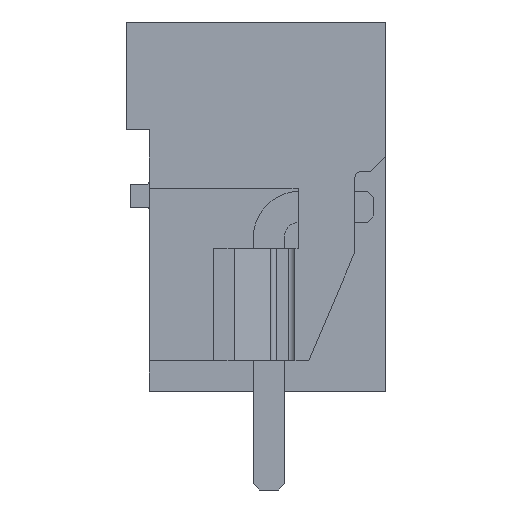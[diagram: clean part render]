
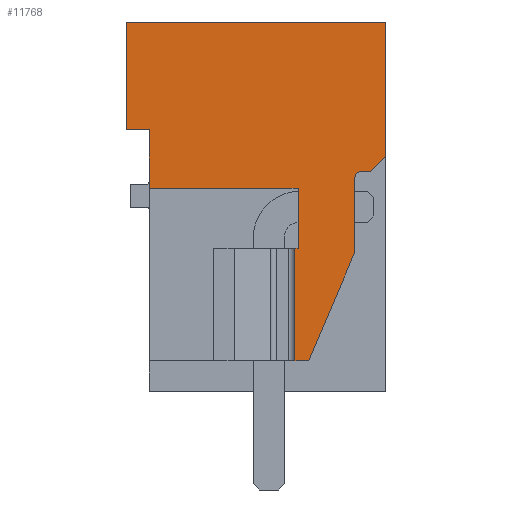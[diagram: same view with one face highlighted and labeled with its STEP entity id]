
A CAD part, left-side view. The second image highlights one B-rep face of the part: STEP entity #11768.
In plain terms, the highlighted planar face has unit normal (-1, 0, 0).
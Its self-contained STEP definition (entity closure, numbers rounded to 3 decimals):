
#11681=AXIS2_PLACEMENT_3D('Plane Axis2P3D',#11678,#11679,#11680) ;
#11734=AXIS2_PLACEMENT_3D('Circle Axis2P3D',#11732,#11733,$) ;
#63=CARTESIAN_POINT('Vertex',(0.,0.,15.2)) ;
#66=CARTESIAN_POINT('Line Origine',(0.,0.,13.023)) ;
#70=CARTESIAN_POINT('Vertex',(0.,0.,10.846)) ;
#147=CARTESIAN_POINT('Vertex',(0.,8.43,15.2)) ;
#150=CARTESIAN_POINT('Line Origine',(0.,4.215,15.2)) ;
#2015=CARTESIAN_POINT('Vertex',(0.,8.43,11.7)) ;
#2018=CARTESIAN_POINT('Line Origine',(0.,8.43,13.45)) ;
#2801=CARTESIAN_POINT('Vertex',(0.,7.68,9.8)) ;
#2804=CARTESIAN_POINT('Line Origine',(0.,7.68,10.75)) ;
#2808=CARTESIAN_POINT('Vertex',(0.,7.68,11.7)) ;
#11626=CARTESIAN_POINT('Line Origine',(0.,8.055,11.7)) ;
#11678=CARTESIAN_POINT('Axis2P3D Location',(0.,0.,0.)) ;
#11683=CARTESIAN_POINT('Line Origine',(0.,5.265,9.8)) ;
#11687=CARTESIAN_POINT('Vertex',(0.,2.85,9.8)) ;
#11690=CARTESIAN_POINT('Line Origine',(0.,2.85,8.825)) ;
#11694=CARTESIAN_POINT('Vertex',(0.,2.85,7.85)) ;
#11697=CARTESIAN_POINT('Line Origine',(0.,2.9,7.85)) ;
#11701=CARTESIAN_POINT('Vertex',(0.,2.95,7.85)) ;
#11704=CARTESIAN_POINT('Line Origine',(0.,2.95,6.025)) ;
#11708=CARTESIAN_POINT('Vertex',(0.,2.95,4.2)) ;
#11711=CARTESIAN_POINT('Line Origine',(0.,2.725,4.2)) ;
#11715=CARTESIAN_POINT('Vertex',(0.,2.5,4.2)) ;
#11718=CARTESIAN_POINT('Line Origine',(0.,1.75,5.968)) ;
#11722=CARTESIAN_POINT('Vertex',(0.,1.,7.736)) ;
#11725=CARTESIAN_POINT('Line Origine',(0.,1.,8.941)) ;
#11729=CARTESIAN_POINT('Vertex',(0.,1.,10.146)) ;
#11732=CARTESIAN_POINT('Axis2P3D Location',(0.,0.8,10.146)) ;
#11736=CARTESIAN_POINT('Vertex',(0.,0.8,10.346)) ;
#11739=CARTESIAN_POINT('Line Origine',(0.,0.65,10.346)) ;
#11743=CARTESIAN_POINT('Vertex',(0.,0.5,10.346)) ;
#11746=CARTESIAN_POINT('Line Origine',(0.,0.25,10.596)) ;
#67=DIRECTION('Vector Direction',(0.,0.,-1.)) ;
#151=DIRECTION('Vector Direction',(0.,-1.,0.)) ;
#2019=DIRECTION('Vector Direction',(0.,0.,-1.)) ;
#2805=DIRECTION('Vector Direction',(0.,0.,-1.)) ;
#11627=DIRECTION('Vector Direction',(0.,-1.,0.)) ;
#11679=DIRECTION('Axis2P3D Direction',(-1.,0.,0.)) ;
#11680=DIRECTION('Axis2P3D XDirection',(0.,0.,1.)) ;
#11684=DIRECTION('Vector Direction',(0.,1.,0.)) ;
#11691=DIRECTION('Vector Direction',(0.,0.,-1.)) ;
#11698=DIRECTION('Vector Direction',(0.,-1.,0.)) ;
#11705=DIRECTION('Vector Direction',(0.,0.,1.)) ;
#11712=DIRECTION('Vector Direction',(0.,-1.,0.)) ;
#11719=DIRECTION('Vector Direction',(0.,-0.391,0.921)) ;
#11726=DIRECTION('Vector Direction',(0.,0.,1.)) ;
#11733=DIRECTION('Axis2P3D Direction',(-1.,0.,0.)) ;
#11740=DIRECTION('Vector Direction',(0.,-1.,0.)) ;
#11747=DIRECTION('Vector Direction',(0.,-0.707,0.707)) ;
#68=VECTOR('Line Direction',#67,1.) ;
#152=VECTOR('Line Direction',#151,1.) ;
#2020=VECTOR('Line Direction',#2019,1.) ;
#2806=VECTOR('Line Direction',#2805,1.) ;
#11628=VECTOR('Line Direction',#11627,1.) ;
#11685=VECTOR('Line Direction',#11684,1.) ;
#11692=VECTOR('Line Direction',#11691,1.) ;
#11699=VECTOR('Line Direction',#11698,1.) ;
#11706=VECTOR('Line Direction',#11705,1.) ;
#11713=VECTOR('Line Direction',#11712,1.) ;
#11720=VECTOR('Line Direction',#11719,1.) ;
#11727=VECTOR('Line Direction',#11726,1.) ;
#11741=VECTOR('Line Direction',#11740,1.) ;
#11748=VECTOR('Line Direction',#11747,1.) ;
#11752=ORIENTED_EDGE('',*,*,#72,.T.) ;
#11753=ORIENTED_EDGE('',*,*,#154,.T.) ;
#11754=ORIENTED_EDGE('',*,*,#2022,.T.) ;
#11755=ORIENTED_EDGE('',*,*,#11630,.T.) ;
#11756=ORIENTED_EDGE('',*,*,#2810,.T.) ;
#11757=ORIENTED_EDGE('',*,*,#11689,.F.) ;
#11758=ORIENTED_EDGE('',*,*,#11696,.F.) ;
#11759=ORIENTED_EDGE('',*,*,#11703,.F.) ;
#11760=ORIENTED_EDGE('',*,*,#11710,.F.) ;
#11761=ORIENTED_EDGE('',*,*,#11717,.F.) ;
#11762=ORIENTED_EDGE('',*,*,#11724,.F.) ;
#11763=ORIENTED_EDGE('',*,*,#11731,.F.) ;
#11764=ORIENTED_EDGE('',*,*,#11738,.F.) ;
#11765=ORIENTED_EDGE('',*,*,#11745,.F.) ;
#11766=ORIENTED_EDGE('',*,*,#11750,.F.) ;
#11768=ADVANCED_FACE('HOUSING',(#11767),#11682,.T.) ;
#11735=CIRCLE('generated circle',#11734,0.2) ;
#72=EDGE_CURVE('',#71,#64,#69,.F.) ;
#154=EDGE_CURVE('',#64,#148,#153,.F.) ;
#2022=EDGE_CURVE('',#148,#2016,#2021,.T.) ;
#2810=EDGE_CURVE('',#2809,#2802,#2807,.T.) ;
#11630=EDGE_CURVE('',#2016,#2809,#11629,.T.) ;
#11689=EDGE_CURVE('',#11688,#2802,#11686,.T.) ;
#11696=EDGE_CURVE('',#11695,#11688,#11693,.F.) ;
#11703=EDGE_CURVE('',#11702,#11695,#11700,.T.) ;
#11710=EDGE_CURVE('',#11709,#11702,#11707,.T.) ;
#11717=EDGE_CURVE('',#11716,#11709,#11714,.F.) ;
#11724=EDGE_CURVE('',#11723,#11716,#11721,.F.) ;
#11731=EDGE_CURVE('',#11730,#11723,#11728,.F.) ;
#11738=EDGE_CURVE('',#11737,#11730,#11735,.T.) ;
#11745=EDGE_CURVE('',#11744,#11737,#11742,.F.) ;
#11750=EDGE_CURVE('',#71,#11744,#11749,.F.) ;
#11751=EDGE_LOOP('',(#11752,#11753,#11754,#11755,#11756,#11757,#11758,#11759,#11760,#11761,#11762,#11763,#11764,#11765,#11766)) ;
#11767=FACE_OUTER_BOUND('',#11751,.T.) ;
#69=LINE('Line',#66,#68) ;
#153=LINE('Line',#150,#152) ;
#2021=LINE('Line',#2018,#2020) ;
#2807=LINE('Line',#2804,#2806) ;
#11629=LINE('Line',#11626,#11628) ;
#11686=LINE('Line',#11683,#11685) ;
#11693=LINE('Line',#11690,#11692) ;
#11700=LINE('Line',#11697,#11699) ;
#11707=LINE('Line',#11704,#11706) ;
#11714=LINE('Line',#11711,#11713) ;
#11721=LINE('Line',#11718,#11720) ;
#11728=LINE('Line',#11725,#11727) ;
#11742=LINE('Line',#11739,#11741) ;
#11749=LINE('Line',#11746,#11748) ;
#11682=PLANE('',#11681) ;
#64=VERTEX_POINT('',#63) ;
#71=VERTEX_POINT('',#70) ;
#148=VERTEX_POINT('',#147) ;
#2016=VERTEX_POINT('',#2015) ;
#2802=VERTEX_POINT('',#2801) ;
#2809=VERTEX_POINT('',#2808) ;
#11688=VERTEX_POINT('',#11687) ;
#11695=VERTEX_POINT('',#11694) ;
#11702=VERTEX_POINT('',#11701) ;
#11709=VERTEX_POINT('',#11708) ;
#11716=VERTEX_POINT('',#11715) ;
#11723=VERTEX_POINT('',#11722) ;
#11730=VERTEX_POINT('',#11729) ;
#11737=VERTEX_POINT('',#11736) ;
#11744=VERTEX_POINT('',#11743) ;
